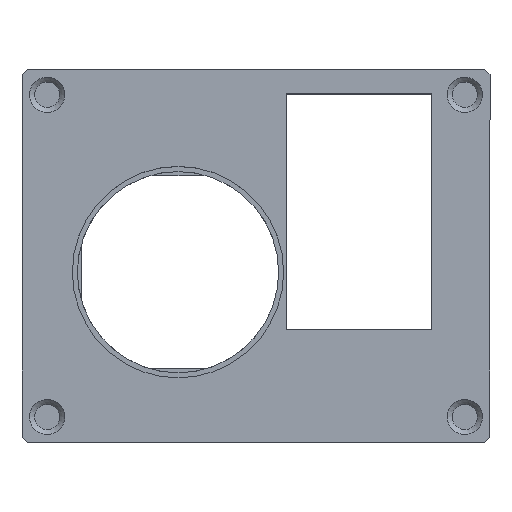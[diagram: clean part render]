
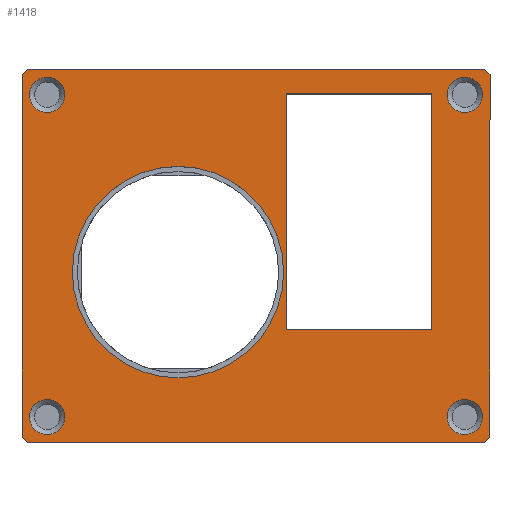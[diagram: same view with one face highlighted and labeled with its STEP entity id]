
A CAD part, top view. The second image highlights one B-rep face of the part: STEP entity #1418.
In plain terms, the highlighted planar face has unit normal (0, 0, 1).
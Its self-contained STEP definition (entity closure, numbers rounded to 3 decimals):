
#45=FACE_BOUND('',#245,.T.);
#46=FACE_BOUND('',#246,.T.);
#47=FACE_BOUND('',#247,.T.);
#48=FACE_BOUND('',#248,.T.);
#49=FACE_BOUND('',#249,.T.);
#50=FACE_BOUND('',#250,.T.);
#87=PLANE('',#1543);
#152=FACE_OUTER_BOUND('',#244,.T.);
#244=EDGE_LOOP('',(#1109,#1110,#1111,#1112,#1113,#1114,#1115,#1116));
#245=EDGE_LOOP('',(#1117));
#246=EDGE_LOOP('',(#1118));
#247=EDGE_LOOP('',(#1119));
#248=EDGE_LOOP('',(#1120,#1121,#1122,#1123));
#249=EDGE_LOOP('',(#1124));
#250=EDGE_LOOP('',(#1125));
#350=LINE('',#2190,#482);
#358=LINE('',#2206,#490);
#364=LINE('',#2219,#496);
#374=LINE('',#2238,#506);
#379=LINE('',#2245,#511);
#380=LINE('',#2247,#512);
#395=LINE('',#2287,#527);
#396=LINE('',#2288,#528);
#397=LINE('',#2297,#529);
#398=LINE('',#2299,#530);
#399=LINE('',#2301,#531);
#400=LINE('',#2302,#532);
#482=VECTOR('',#1738,10.);
#490=VECTOR('',#1752,10.);
#496=VECTOR('',#1762,10.);
#506=VECTOR('',#1780,10.);
#511=VECTOR('',#1789,10.);
#512=VECTOR('',#1792,10.);
#527=VECTOR('',#1827,10.);
#528=VECTOR('',#1828,10.);
#529=VECTOR('',#1835,10.);
#530=VECTOR('',#1836,10.);
#531=VECTOR('',#1837,10.);
#532=VECTOR('',#1838,10.);
#609=CIRCLE('',#1541,3.5);
#611=CIRCLE('',#1544,3.5);
#612=CIRCLE('',#1545,3.5);
#613=CIRCLE('',#1546,21.);
#614=CIRCLE('',#1547,3.5);
#683=VERTEX_POINT('',#2188);
#684=VERTEX_POINT('',#2189);
#688=VERTEX_POINT('',#2204);
#689=VERTEX_POINT('',#2205);
#693=VERTEX_POINT('',#2217);
#694=VERTEX_POINT('',#2218);
#698=VERTEX_POINT('',#2236);
#699=VERTEX_POINT('',#2237);
#713=VERTEX_POINT('',#2281);
#715=VERTEX_POINT('',#2289);
#716=VERTEX_POINT('',#2291);
#717=VERTEX_POINT('',#2293);
#718=VERTEX_POINT('',#2295);
#719=VERTEX_POINT('',#2296);
#720=VERTEX_POINT('',#2298);
#721=VERTEX_POINT('',#2300);
#722=VERTEX_POINT('',#2303);
#814=EDGE_CURVE('',#683,#684,#350,.T.);
#822=EDGE_CURVE('',#688,#689,#358,.T.);
#828=EDGE_CURVE('',#693,#694,#364,.T.);
#838=EDGE_CURVE('',#698,#699,#374,.T.);
#843=EDGE_CURVE('',#683,#694,#379,.T.);
#844=EDGE_CURVE('',#693,#699,#380,.T.);
#862=EDGE_CURVE('',#713,#713,#609,.T.);
#865=EDGE_CURVE('',#698,#689,#395,.T.);
#866=EDGE_CURVE('',#684,#688,#396,.T.);
#867=EDGE_CURVE('',#715,#715,#611,.T.);
#868=EDGE_CURVE('',#716,#716,#612,.T.);
#869=EDGE_CURVE('',#717,#717,#613,.T.);
#870=EDGE_CURVE('',#718,#719,#397,.T.);
#871=EDGE_CURVE('',#720,#719,#398,.T.);
#872=EDGE_CURVE('',#721,#720,#399,.T.);
#873=EDGE_CURVE('',#718,#721,#400,.T.);
#874=EDGE_CURVE('',#722,#722,#614,.T.);
#1109=ORIENTED_EDGE('',*,*,#814,.F.);
#1110=ORIENTED_EDGE('',*,*,#843,.T.);
#1111=ORIENTED_EDGE('',*,*,#828,.F.);
#1112=ORIENTED_EDGE('',*,*,#844,.T.);
#1113=ORIENTED_EDGE('',*,*,#838,.F.);
#1114=ORIENTED_EDGE('',*,*,#865,.T.);
#1115=ORIENTED_EDGE('',*,*,#822,.F.);
#1116=ORIENTED_EDGE('',*,*,#866,.F.);
#1117=ORIENTED_EDGE('',*,*,#867,.F.);
#1118=ORIENTED_EDGE('',*,*,#868,.F.);
#1119=ORIENTED_EDGE('',*,*,#869,.F.);
#1120=ORIENTED_EDGE('',*,*,#870,.T.);
#1121=ORIENTED_EDGE('',*,*,#871,.F.);
#1122=ORIENTED_EDGE('',*,*,#872,.F.);
#1123=ORIENTED_EDGE('',*,*,#873,.F.);
#1124=ORIENTED_EDGE('',*,*,#874,.F.);
#1125=ORIENTED_EDGE('',*,*,#862,.F.);
#1418=ADVANCED_FACE('',(#152,#45,#46,#47,#48,#49,#50),#87,.T.);
#1541=AXIS2_PLACEMENT_3D('',#2282,#1820,#1821);
#1543=AXIS2_PLACEMENT_3D('',#2286,#1825,#1826);
#1544=AXIS2_PLACEMENT_3D('',#2290,#1829,#1830);
#1545=AXIS2_PLACEMENT_3D('',#2292,#1831,#1832);
#1546=AXIS2_PLACEMENT_3D('',#2294,#1833,#1834);
#1547=AXIS2_PLACEMENT_3D('',#2304,#1839,#1840);
#1738=DIRECTION('',(0.707,0.707,0.));
#1752=DIRECTION('',(0.707,-0.707,0.));
#1762=DIRECTION('',(-0.707,0.707,0.));
#1780=DIRECTION('',(-0.707,-0.707,0.));
#1789=DIRECTION('',(0.,-1.,0.));
#1792=DIRECTION('',(1.,0.,0.));
#1820=DIRECTION('center_axis',(0.,0.,
1.));
#1821=DIRECTION('ref_axis',(-1.,0.,0.));
#1825=DIRECTION('center_axis',(0.,0.,
1.));
#1826=DIRECTION('ref_axis',(1.,0.,0.));
#1827=DIRECTION('',(0.,1.,0.));
#1828=DIRECTION('',(1.,0.,0.));
#1829=DIRECTION('center_axis',(0.,0.,
1.));
#1830=DIRECTION('ref_axis',(-1.,0.,0.));
#1831=DIRECTION('center_axis',(0.,0.,
1.));
#1832=DIRECTION('ref_axis',(-1.,0.,0.));
#1833=DIRECTION('center_axis',(0.,0.,
1.));
#1834=DIRECTION('ref_axis',(1.,0.,0.));
#1835=DIRECTION('',(-1.,0.,0.));
#1836=DIRECTION('',(0.,-1.,0.));
#1837=DIRECTION('',(-1.,0.,0.));
#1838=DIRECTION('',(0.,1.,0.));
#1839=DIRECTION('center_axis',(0.,0.,
1.));
#1840=DIRECTION('ref_axis',(-1.,0.,0.));
#2188=CARTESIAN_POINT('',(-62.,32.777,723.299));
#2189=CARTESIAN_POINT('',(-61.,33.777,723.299));
#2190=CARTESIAN_POINT('',(-66.001,28.777,723.299));
#2204=CARTESIAN_POINT('',(30.,33.777,723.299));
#2205=CARTESIAN_POINT('',(31.,32.777,723.299));
#2206=CARTESIAN_POINT('',(23.451,40.327,723.299));
#2217=CARTESIAN_POINT('',(-61.,-40.25,723.299));
#2218=CARTESIAN_POINT('',(-62.,-39.25,723.299));
#2219=CARTESIAN_POINT('',(-63.806,-37.444,723.299));
#2236=CARTESIAN_POINT('',(31.,-39.25,723.299));
#2237=CARTESIAN_POINT('',(30.,-40.25,723.299));
#2238=CARTESIAN_POINT('',(21.256,-48.994,723.299));
#2245=CARTESIAN_POINT('',(-62.,8.688,723.299));
#2247=CARTESIAN_POINT('',(-38.75,-40.25,723.299));
#2281=CARTESIAN_POINT('',(-53.5,28.777,723.299));
#2282=CARTESIAN_POINT('Origin',(-57.,28.777,723.299));
#2286=CARTESIAN_POINT('Origin',(-38.6,-7.625,723.299));
#2287=CARTESIAN_POINT('',(31.,25.,723.299));
#2288=CARTESIAN_POINT('',(-38.75,33.777,723.299));
#2289=CARTESIAN_POINT('',(29.5,28.777,723.299));
#2290=CARTESIAN_POINT('Origin',(26.,28.777,723.299));
#2291=CARTESIAN_POINT('',(29.5,-35.25,723.299));
#2292=CARTESIAN_POINT('Origin',(26.,-35.25,723.299));
#2293=CARTESIAN_POINT('',(-21.,0.,723.299));
#2294=CARTESIAN_POINT('Origin',(0.,0.,
723.299));
#2295=CARTESIAN_POINT('',(-21.55,-35.45,723.299));
#2296=CARTESIAN_POINT('',(-50.45,-35.45,723.299));
#2297=CARTESIAN_POINT('',(-18.525,-35.45,723.299));
#2298=CARTESIAN_POINT('',(-50.45,11.45,723.299));
#2299=CARTESIAN_POINT('',(-50.45,-21.538,723.299));
#2300=CARTESIAN_POINT('',(-21.55,11.45,723.299));
#2301=CARTESIAN_POINT('',(-44.525,11.45,723.299));
#2302=CARTESIAN_POINT('',(-21.55,-35.45,723.299));
#2303=CARTESIAN_POINT('',(-53.5,-35.25,723.299));
#2304=CARTESIAN_POINT('Origin',(-57.,-35.25,723.299));
